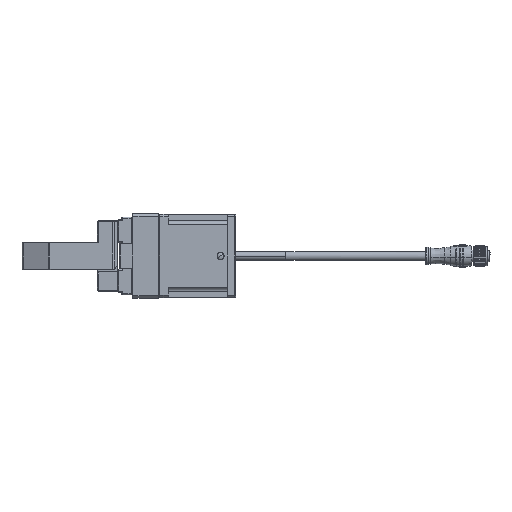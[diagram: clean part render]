
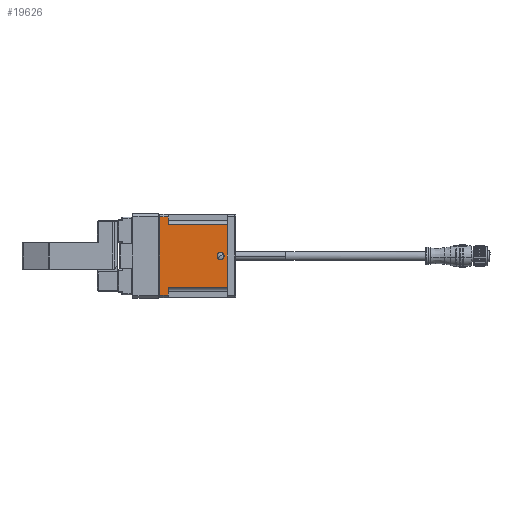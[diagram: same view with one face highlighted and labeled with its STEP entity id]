
A CAD part, left-side view. The second image highlights one B-rep face of the part: STEP entity #19626.
In plain terms, the highlighted planar face has unit normal (-1, 0, 0).
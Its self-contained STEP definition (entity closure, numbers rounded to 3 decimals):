
#369 = DIRECTION ( 'NONE',  ( 0., 0., -1. ) ) ;
#720 = LINE ( 'NONE', #38412, #62465 ) ;
#1135 = EDGE_CURVE ( 'NONE', #34129, #66612, #38113, .T. ) ;
#3591 = CARTESIAN_POINT ( 'NONE',  ( -86.04, 27.058, 24.925 ) ) ;
#3957 = FACE_OUTER_BOUND ( 'NONE', #38019, .T. ) ;
#4026 = ORIENTED_EDGE ( 'NONE', *, *, #69787, .T. ) ;
#4064 = DIRECTION ( 'NONE',  ( 0., -1., 0. ) ) ;
#4376 = ORIENTED_EDGE ( 'NONE', *, *, #17513, .T. ) ;
#5343 = DIRECTION ( 'NONE',  ( 0., 0., -1. ) ) ;
#7250 = CIRCLE ( 'NONE', #45883, 2.55 ) ;
#7357 = CARTESIAN_POINT ( 'NONE',  ( -86.04, -24.142, 31.325 ) ) ;
#7999 = ORIENTED_EDGE ( 'NONE', *, *, #20700, .T. ) ;
#8039 = DIRECTION ( 'NONE',  ( 0., -1., 0. ) ) ;
#9191 = ORIENTED_EDGE ( 'NONE', *, *, #21717, .F. ) ;
#9604 = VERTEX_POINT ( 'NONE', #7357 ) ;
#11082 = DIRECTION ( 'NONE',  ( 0., -1., 0. ) ) ;
#14963 = DIRECTION ( 'NONE',  ( 0., -1., 0. ) ) ;
#15879 = CARTESIAN_POINT ( 'NONE',  ( -86.04, 27.058, -18.175 ) ) ;
#16068 = CARTESIAN_POINT ( 'NONE',  ( -86.04, 34.858, 24.925 ) ) ;
#17023 = VECTOR ( 'NONE', #4064, 1000. ) ;
#17466 = DIRECTION ( 'NONE',  ( 0., -1., 0. ) ) ;
#17513 = EDGE_CURVE ( 'NONE', #48965, #9604, #64850, .T. ) ;
#18427 = EDGE_CURVE ( 'NONE', #20389, #48965, #46740, .T. ) ;
#18602 = EDGE_CURVE ( 'NONE', #66612, #35987, #70047, .T. ) ;
#19100 = VERTEX_POINT ( 'NONE', #28916 ) ;
#19130 = ORIENTED_EDGE ( 'NONE', *, *, #68040, .F. ) ;
#19616 = VERTEX_POINT ( 'NONE', #29900 ) ;
#19626 = ADVANCED_FACE ( 'NONE', ( #3957, #35231 ), #52325, .F. ) ;
#20389 = VERTEX_POINT ( 'NONE', #31498 ) ;
#20700 = EDGE_CURVE ( 'NONE', #36627, #34129, #720, .T. ) ;
#21075 = DIRECTION ( 'NONE',  ( 0., 0., 1. ) ) ;
#21717 = EDGE_CURVE ( 'NONE', #25935, #35987, #48654, .T. ) ;
#22733 = ORIENTED_EDGE ( 'NONE', *, *, #18427, .T. ) ;
#24162 = CARTESIAN_POINT ( 'NONE',  ( -86.04, -24.142, 24.925 ) ) ;
#25935 = VERTEX_POINT ( 'NONE', #31973 ) ;
#26160 = DIRECTION ( 'NONE',  ( 0., 1., 0. ) ) ;
#26665 = CARTESIAN_POINT ( 'NONE',  ( -86.04, 27.058, -18.175 ) ) ;
#26975 = ORIENTED_EDGE ( 'NONE', *, *, #1135, .T. ) ;
#27006 = VECTOR ( 'NONE', #11082, 1000. ) ;
#27792 = CARTESIAN_POINT ( 'NONE',  ( -86.04, 4.358, -13.175 ) ) ;
#28731 = CIRCLE ( 'NONE', #51440, 2.55 ) ;
#28916 = CARTESIAN_POINT ( 'NONE',  ( -86.04, 1.808, -13.175 ) ) ;
#29900 = CARTESIAN_POINT ( 'NONE',  ( -86.04, 6.908, -13.175 ) ) ;
#29980 = ORIENTED_EDGE ( 'NONE', *, *, #65266, .F. ) ;
#30556 = LINE ( 'NONE', #46575, #56115 ) ;
#31498 = CARTESIAN_POINT ( 'NONE',  ( -86.04, -18.342, 24.925 ) ) ;
#31973 = CARTESIAN_POINT ( 'NONE',  ( -86.04, -18.342, -18.175 ) ) ;
#32524 = ORIENTED_EDGE ( 'NONE', *, *, #55541, .T. ) ;
#33540 = CARTESIAN_POINT ( 'NONE',  ( -86.04, 32.858, 24.925 ) ) ;
#33956 = VECTOR ( 'NONE', #21075, 1000. ) ;
#34129 = VERTEX_POINT ( 'NONE', #33540 ) ;
#35231 = FACE_BOUND ( 'NONE', #49040, .T. ) ;
#35987 = VERTEX_POINT ( 'NONE', #15879 ) ;
#36627 = VERTEX_POINT ( 'NONE', #61636 ) ;
#36839 = CARTESIAN_POINT ( 'NONE',  ( -86.04, -26.142, 31.325 ) ) ;
#38019 = EDGE_LOOP ( 'NONE', ( #26975, #40604, #9191, #4026, #22733, #4376, #32524, #7999 ) ) ;
#38113 = LINE ( 'NONE', #16068, #27006 ) ;
#38412 = CARTESIAN_POINT ( 'NONE',  ( -86.04, 32.858, 31.825 ) ) ;
#39698 = CARTESIAN_POINT ( 'NONE',  ( -86.04, 4.358, -13.175 ) ) ;
#40408 = DIRECTION ( 'NONE',  ( -1., 0., 0. ) ) ;
#40604 = ORIENTED_EDGE ( 'NONE', *, *, #18602, .T. ) ;
#41125 = LINE ( 'NONE', #36839, #56938 ) ;
#43116 = DIRECTION ( 'NONE',  ( -1., 0., 0. ) ) ;
#45883 = AXIS2_PLACEMENT_3D ( 'NONE', #27792, #43116, #17466 ) ;
#46575 = CARTESIAN_POINT ( 'NONE',  ( -86.04, -18.342, 24.925 ) ) ;
#46740 = LINE ( 'NONE', #68414, #17023 ) ;
#48654 = LINE ( 'NONE', #53304, #56831 ) ;
#48870 = VECTOR ( 'NONE', #5343, 1000. ) ;
#48965 = VERTEX_POINT ( 'NONE', #24162 ) ;
#49040 = EDGE_LOOP ( 'NONE', ( #19130, #29980 ) ) ;
#51440 = AXIS2_PLACEMENT_3D ( 'NONE', #39698, #40408, #8039 ) ;
#51618 = DIRECTION ( 'NONE',  ( 1., 0., 0. ) ) ;
#52325 = PLANE ( 'NONE',  #64837 ) ;
#53304 = CARTESIAN_POINT ( 'NONE',  ( -86.04, -26.142, -18.175 ) ) ;
#53494 = CARTESIAN_POINT ( 'NONE',  ( -86.04, -24.142, 31.825 ) ) ;
#55541 = EDGE_CURVE ( 'NONE', #9604, #36627, #41125, .T. ) ;
#56115 = VECTOR ( 'NONE', #69301, 1000. ) ;
#56831 = VECTOR ( 'NONE', #69275, 1000. ) ;
#56938 = VECTOR ( 'NONE', #26160, 1000. ) ;
#61636 = CARTESIAN_POINT ( 'NONE',  ( -86.04, 32.858, 31.325 ) ) ;
#62465 = VECTOR ( 'NONE', #369, 1000. ) ;
#63350 = CARTESIAN_POINT ( 'NONE',  ( -86.04, -26.142, 31.825 ) ) ;
#64837 = AXIS2_PLACEMENT_3D ( 'NONE', #63350, #51618, #14963 ) ;
#64850 = LINE ( 'NONE', #53494, #33956 ) ;
#65266 = EDGE_CURVE ( 'NONE', #19616, #19100, #7250, .T. ) ;
#66612 = VERTEX_POINT ( 'NONE', #3591 ) ;
#68040 = EDGE_CURVE ( 'NONE', #19100, #19616, #28731, .T. ) ;
#68414 = CARTESIAN_POINT ( 'NONE',  ( -86.04, -26.142, 24.925 ) ) ;
#69275 = DIRECTION ( 'NONE',  ( 0., 1., 0. ) ) ;
#69301 = DIRECTION ( 'NONE',  ( 0., 0., 1. ) ) ;
#69787 = EDGE_CURVE ( 'NONE', #25935, #20389, #30556, .T. ) ;
#70047 = LINE ( 'NONE', #26665, #48870 ) ;
